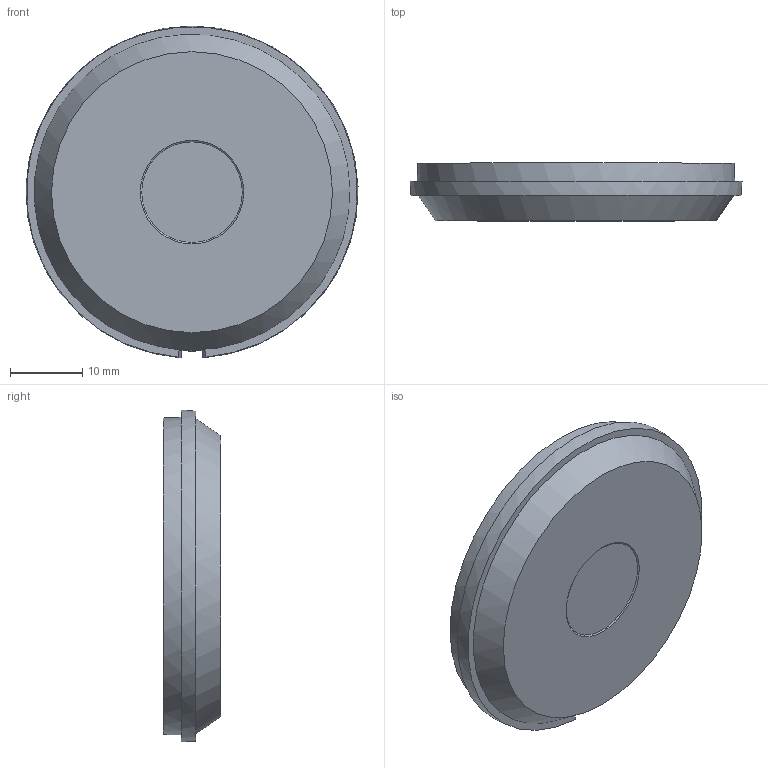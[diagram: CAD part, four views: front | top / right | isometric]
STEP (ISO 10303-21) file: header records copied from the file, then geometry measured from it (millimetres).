
FILE_DESCRIPTION(('STEP AP203'),'1');
FILE_NAME('45 MM.stp','2020-04-17T08:33:38',(' '),(' '),'Spatial InterOp 3D',' ',' ');
FILE_SCHEMA(('CONFIG_CONTROL_DESIGN'));
Length unit declared in the file: millimetre
Products named in the file (1): UFO ZOOM PMMA Ø45 MM
Bounding box: 46.08 x 8 x 46.05 mm (x, y, z)
Volume: 11820.7 mm3; surface area: 4190 mm2
Topology: 1 solids, 1 shells, 12 faces, 22 edges, 14 vertices
Faces by surface type: plane 7, cone 5
Entity records: 404 total; most frequent: CARTESIAN_POINT 109, DIRECTION 56, ORIENTED_EDGE 36, AXIS2_PLACEMENT_3D 26, EDGE_CURVE 18, EDGE_LOOP 17, VERTEX_POINT 13, ADVANCED_FACE 12
